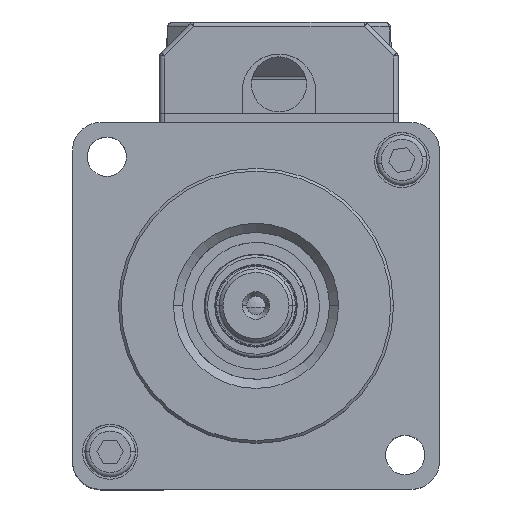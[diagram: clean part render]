
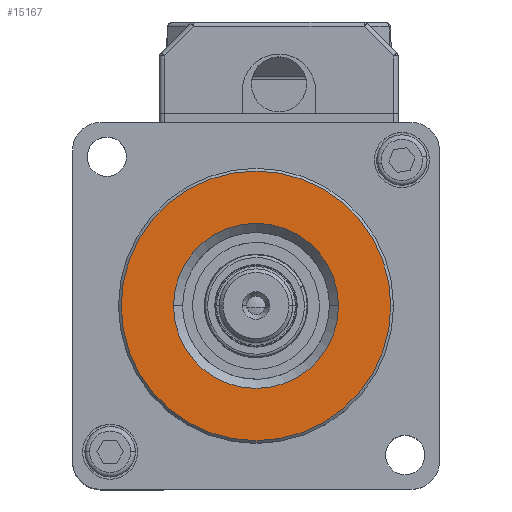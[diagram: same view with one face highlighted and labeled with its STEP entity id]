
A CAD part, top view. The second image highlights one B-rep face of the part: STEP entity #15167.
In plain terms, the highlighted planar face has unit normal (0, 0, 1).
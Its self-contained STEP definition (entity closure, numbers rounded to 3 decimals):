
#125 = ORIENTED_EDGE ( 'NONE', *, *, #241, .T. ) ;
#241 = EDGE_CURVE ( 'NONE', #17281, #9242, #9581, .T. ) ;
#1052 = EDGE_CURVE ( 'NONE', #3322, #18299, #13526, .T. ) ;
#2143 = CARTESIAN_POINT ( 'NONE',  ( 0., 0., -22.6 ) ) ;
#2174 = EDGE_CURVE ( 'NONE', #9242, #17281, #18699, .T. ) ;
#2309 = DIRECTION ( 'NONE',  ( 0., 0., -1. ) ) ;
#3041 = CARTESIAN_POINT ( 'NONE',  ( 0., 0., -22.6 ) ) ;
#3260 = ORIENTED_EDGE ( 'NONE', *, *, #1052, .T. ) ;
#3322 = VERTEX_POINT ( 'NONE', #7669 ) ;
#3436 = DIRECTION ( 'NONE',  ( -1., 0., 0. ) ) ;
#3726 = ORIENTED_EDGE ( 'NONE', *, *, #2174, .T. ) ;
#4657 = EDGE_LOOP ( 'NONE', ( #3260, #10807 ) ) ;
#7669 = CARTESIAN_POINT ( 'NONE',  ( 9., 0., -22.6 ) ) ;
#8220 = AXIS2_PLACEMENT_3D ( 'NONE', #3041, #16901, #9295 ) ;
#8571 = DIRECTION ( 'NONE',  ( 0., 0., -1. ) ) ;
#9242 = VERTEX_POINT ( 'NONE', #15079 ) ;
#9295 = DIRECTION ( 'NONE',  ( -1., 0., 0. ) ) ;
#9539 = CARTESIAN_POINT ( 'NONE',  ( -9., 0., -22.6 ) ) ;
#9581 = CIRCLE ( 'NONE', #8220, 14.7 ) ;
#9757 = CARTESIAN_POINT ( 'NONE',  ( 0., 0., -22.6 ) ) ;
#9965 = EDGE_CURVE ( 'NONE', #18299, #3322, #12909, .T. ) ;
#10807 = ORIENTED_EDGE ( 'NONE', *, *, #9965, .T. ) ;
#11382 = DIRECTION ( 'NONE',  ( 0., 0., -1. ) ) ;
#11734 = DIRECTION ( 'NONE',  ( -1., 0., 0. ) ) ;
#12139 = AXIS2_PLACEMENT_3D ( 'NONE', #20428, #8571, #22403 ) ;
#12274 = EDGE_LOOP ( 'NONE', ( #3726, #125 ) ) ;
#12715 = AXIS2_PLACEMENT_3D ( 'NONE', #23207, #11382, #25234 ) ;
#12909 = CIRCLE ( 'NONE', #12139, 9. ) ;
#13482 = FACE_OUTER_BOUND ( 'NONE', #12274, .T. ) ;
#13526 = CIRCLE ( 'NONE', #24333, 9. ) ;
#15079 = CARTESIAN_POINT ( 'NONE',  ( -14.7, 0., -22.6 ) ) ;
#15167 = ADVANCED_FACE ( 'NONE', ( #13482, #23347 ), #15297, .F. ) ;
#15297 = PLANE ( 'NONE',  #12715 ) ;
#16901 = DIRECTION ( 'NONE',  ( 0., 0., 1. ) ) ;
#17281 = VERTEX_POINT ( 'NONE', #20128 ) ;
#18299 = VERTEX_POINT ( 'NONE', #9539 ) ;
#18699 = CIRCLE ( 'NONE', #18733, 14.7 ) ;
#18733 = AXIS2_PLACEMENT_3D ( 'NONE', #9757, #23584, #11734 ) ;
#20128 = CARTESIAN_POINT ( 'NONE',  ( 14.7, 0., -22.6 ) ) ;
#20428 = CARTESIAN_POINT ( 'NONE',  ( 0., 0., -22.6 ) ) ;
#22403 = DIRECTION ( 'NONE',  ( -1., 0., 0. ) ) ;
#23207 = CARTESIAN_POINT ( 'NONE',  ( 0., 0., -22.6 ) ) ;
#23347 = FACE_BOUND ( 'NONE', #4657, .T. ) ;
#23584 = DIRECTION ( 'NONE',  ( 0., 0., 1. ) ) ;
#24333 = AXIS2_PLACEMENT_3D ( 'NONE', #2143, #2309, #3436 ) ;
#25234 = DIRECTION ( 'NONE',  ( -1., 0., 0. ) ) ;
